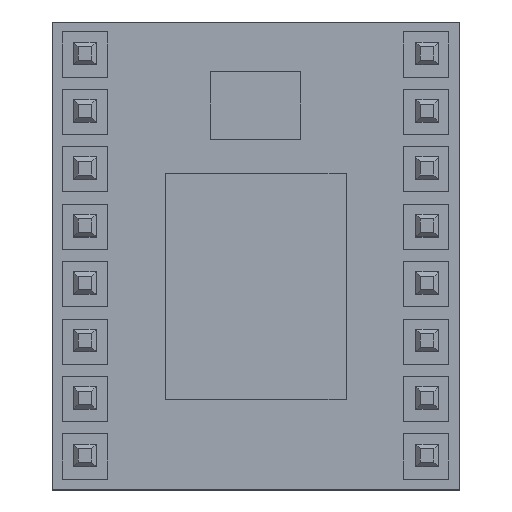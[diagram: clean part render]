
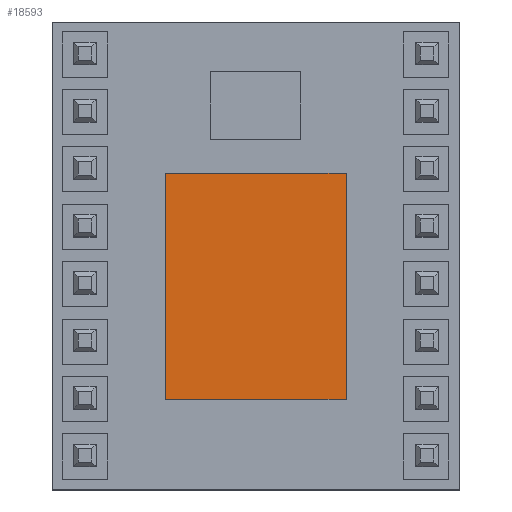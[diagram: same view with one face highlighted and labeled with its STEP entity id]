
A CAD part, top view. The second image highlights one B-rep face of the part: STEP entity #18593.
In plain terms, the highlighted planar face has unit normal (0, 0, 1).
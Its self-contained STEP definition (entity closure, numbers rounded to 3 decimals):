
#12264 = PLANE('',#12265);
#12265 = AXIS2_PLACEMENT_3D('',#12266,#12267,#12268);
#12266 = CARTESIAN_POINT('',(5.,4.,1.5));
#12267 = DIRECTION('',(0.,1.,0.));
#12268 = DIRECTION('',(1.,0.,0.));
#12292 = PLANE('',#12293);
#12293 = AXIS2_PLACEMENT_3D('',#12294,#12295,#12296);
#12294 = CARTESIAN_POINT('',(13.,4.,1.5));
#12295 = DIRECTION('',(-1.,0.,0.));
#12296 = DIRECTION('',(0.,1.,0.));
#12320 = PLANE('',#12321);
#12321 = AXIS2_PLACEMENT_3D('',#12322,#12323,#12324);
#12322 = CARTESIAN_POINT('',(13.,14.,1.5));
#12323 = DIRECTION('',(0.,-1.,0.));
#12324 = DIRECTION('',(-1.,0.,0.));
#12346 = PLANE('',#12347);
#12347 = AXIS2_PLACEMENT_3D('',#12348,#12349,#12350);
#12348 = CARTESIAN_POINT('',(5.,14.,1.5));
#12349 = DIRECTION('',(1.,0.,0.));
#12350 = DIRECTION('',(0.,-1.,0.));
#16131 = VERTEX_POINT('',#16132);
#16132 = CARTESIAN_POINT('',(5.,4.,2.5));
#16153 = EDGE_CURVE('',#16131,#16154,#16156,.T.);
#16154 = VERTEX_POINT('',#16155);
#16155 = CARTESIAN_POINT('',(13.,4.,2.5));
#16156 = SURFACE_CURVE('',#16157,(#16161,#16168),.PCURVE_S1.);
#16157 = LINE('',#16158,#16159);
#16158 = CARTESIAN_POINT('',(5.,4.,2.5));
#16159 = VECTOR('',#16160,1.);
#16160 = DIRECTION('',(1.,0.,0.));
#16161 = PCURVE('',#12264,#16162);
#16162 = DEFINITIONAL_REPRESENTATION('',(#16163),#16167);
#16163 = LINE('',#16164,#16165);
#16164 = CARTESIAN_POINT('',(0.,-1.));
#16165 = VECTOR('',#16166,1.);
#16166 = DIRECTION('',(1.,0.));
#16167 = ( GEOMETRIC_REPRESENTATION_CONTEXT(2) 
PARAMETRIC_REPRESENTATION_CONTEXT() REPRESENTATION_CONTEXT('2D SPACE',''
  ) );
#16168 = PCURVE('',#16169,#16174);
#16169 = PLANE('',#16170);
#16170 = AXIS2_PLACEMENT_3D('',#16171,#16172,#16173);
#16171 = CARTESIAN_POINT('',(5.,4.,2.5));
#16172 = DIRECTION('',(0.,0.,-1.));
#16173 = DIRECTION('',(-1.,0.,0.));
#16174 = DEFINITIONAL_REPRESENTATION('',(#16175),#16179);
#16175 = LINE('',#16176,#16177);
#16176 = CARTESIAN_POINT('',(0.,0.));
#16177 = VECTOR('',#16178,1.);
#16178 = DIRECTION('',(-1.,0.));
#16179 = ( GEOMETRIC_REPRESENTATION_CONTEXT(2) 
PARAMETRIC_REPRESENTATION_CONTEXT() REPRESENTATION_CONTEXT('2D SPACE',''
  ) );
#16207 = VERTEX_POINT('',#16208);
#16208 = CARTESIAN_POINT('',(5.,14.,2.5));
#16229 = EDGE_CURVE('',#16207,#16131,#16230,.T.);
#16230 = SURFACE_CURVE('',#16231,(#16235,#16242),.PCURVE_S1.);
#16231 = LINE('',#16232,#16233);
#16232 = CARTESIAN_POINT('',(5.,14.,2.5));
#16233 = VECTOR('',#16234,1.);
#16234 = DIRECTION('',(0.,-1.,0.));
#16235 = PCURVE('',#12346,#16236);
#16236 = DEFINITIONAL_REPRESENTATION('',(#16237),#16241);
#16237 = LINE('',#16238,#16239);
#16238 = CARTESIAN_POINT('',(0.,-1.));
#16239 = VECTOR('',#16240,1.);
#16240 = DIRECTION('',(1.,0.));
#16241 = ( GEOMETRIC_REPRESENTATION_CONTEXT(2) 
PARAMETRIC_REPRESENTATION_CONTEXT() REPRESENTATION_CONTEXT('2D SPACE',''
  ) );
#16242 = PCURVE('',#16169,#16243);
#16243 = DEFINITIONAL_REPRESENTATION('',(#16244),#16248);
#16244 = LINE('',#16245,#16246);
#16245 = CARTESIAN_POINT('',(0.,10.));
#16246 = VECTOR('',#16247,1.);
#16247 = DIRECTION('',(0.,-1.));
#16248 = ( GEOMETRIC_REPRESENTATION_CONTEXT(2) 
PARAMETRIC_REPRESENTATION_CONTEXT() REPRESENTATION_CONTEXT('2D SPACE',''
  ) );
#16256 = EDGE_CURVE('',#16154,#16257,#16259,.T.);
#16257 = VERTEX_POINT('',#16258);
#16258 = CARTESIAN_POINT('',(13.,14.,2.5));
#16259 = SURFACE_CURVE('',#16260,(#16264,#16271),.PCURVE_S1.);
#16260 = LINE('',#16261,#16262);
#16261 = CARTESIAN_POINT('',(13.,4.,2.5));
#16262 = VECTOR('',#16263,1.);
#16263 = DIRECTION('',(0.,1.,0.));
#16264 = PCURVE('',#12292,#16265);
#16265 = DEFINITIONAL_REPRESENTATION('',(#16266),#16270);
#16266 = LINE('',#16267,#16268);
#16267 = CARTESIAN_POINT('',(0.,-1.));
#16268 = VECTOR('',#16269,1.);
#16269 = DIRECTION('',(1.,0.));
#16270 = ( GEOMETRIC_REPRESENTATION_CONTEXT(2) 
PARAMETRIC_REPRESENTATION_CONTEXT() REPRESENTATION_CONTEXT('2D SPACE',''
  ) );
#16271 = PCURVE('',#16169,#16272);
#16272 = DEFINITIONAL_REPRESENTATION('',(#16273),#16277);
#16273 = LINE('',#16274,#16275);
#16274 = CARTESIAN_POINT('',(-8.,0.));
#16275 = VECTOR('',#16276,1.);
#16276 = DIRECTION('',(0.,1.));
#16277 = ( GEOMETRIC_REPRESENTATION_CONTEXT(2) 
PARAMETRIC_REPRESENTATION_CONTEXT() REPRESENTATION_CONTEXT('2D SPACE',''
  ) );
#16305 = EDGE_CURVE('',#16257,#16207,#16306,.T.);
#16306 = SURFACE_CURVE('',#16307,(#16311,#16318),.PCURVE_S1.);
#16307 = LINE('',#16308,#16309);
#16308 = CARTESIAN_POINT('',(13.,14.,2.5));
#16309 = VECTOR('',#16310,1.);
#16310 = DIRECTION('',(-1.,0.,0.));
#16311 = PCURVE('',#12320,#16312);
#16312 = DEFINITIONAL_REPRESENTATION('',(#16313),#16317);
#16313 = LINE('',#16314,#16315);
#16314 = CARTESIAN_POINT('',(0.,-1.));
#16315 = VECTOR('',#16316,1.);
#16316 = DIRECTION('',(1.,0.));
#16317 = ( GEOMETRIC_REPRESENTATION_CONTEXT(2) 
PARAMETRIC_REPRESENTATION_CONTEXT() REPRESENTATION_CONTEXT('2D SPACE',''
  ) );
#16318 = PCURVE('',#16169,#16319);
#16319 = DEFINITIONAL_REPRESENTATION('',(#16320),#16324);
#16320 = LINE('',#16321,#16322);
#16321 = CARTESIAN_POINT('',(-8.,10.));
#16322 = VECTOR('',#16323,1.);
#16323 = DIRECTION('',(1.,0.));
#16324 = ( GEOMETRIC_REPRESENTATION_CONTEXT(2) 
PARAMETRIC_REPRESENTATION_CONTEXT() REPRESENTATION_CONTEXT('2D SPACE',''
  ) );
#18593 = ADVANCED_FACE('',(#18594),#16169,.F.);
#18594 = FACE_BOUND('',#18595,.T.);
#18595 = EDGE_LOOP('',(#18596,#18597,#18598,#18599));
#18596 = ORIENTED_EDGE('',*,*,#16153,.T.);
#18597 = ORIENTED_EDGE('',*,*,#16256,.T.);
#18598 = ORIENTED_EDGE('',*,*,#16305,.T.);
#18599 = ORIENTED_EDGE('',*,*,#16229,.T.);
